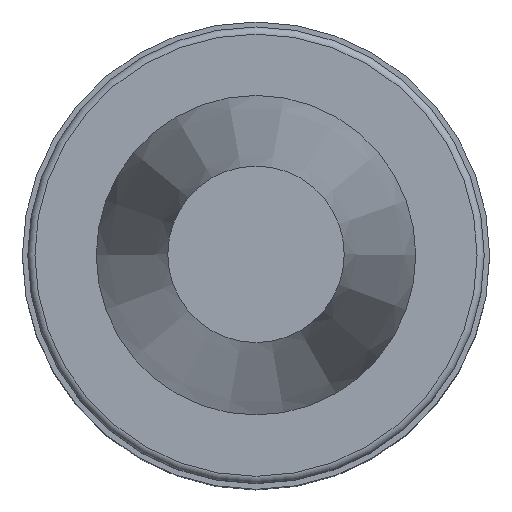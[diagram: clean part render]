
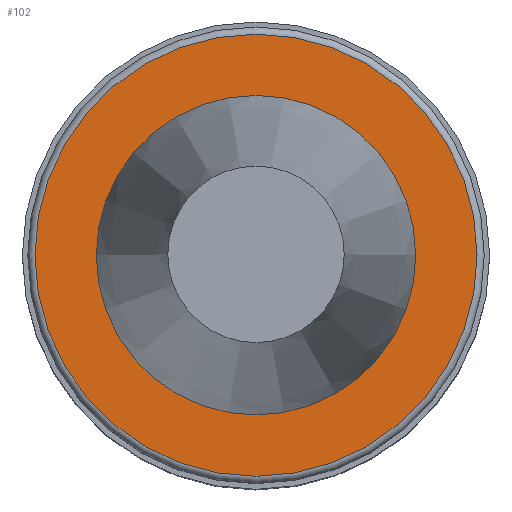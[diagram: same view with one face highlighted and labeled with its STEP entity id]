
A CAD part, top view. The second image highlights one B-rep face of the part: STEP entity #102.
In plain terms, the highlighted planar face has unit normal (0, 0, 1).
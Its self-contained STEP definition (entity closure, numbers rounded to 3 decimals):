
#78=FACE_BOUND('',#147,.T.);
#79=FACE_BOUND('',#148,.T.);
#102=ADVANCED_FACE('',(#78,#79),#112,.F.);
#112=PLANE('',#290);
#147=EDGE_LOOP('',(#187));
#148=EDGE_LOOP('',(#188));
#187=ORIENTED_EDGE('',*,*,#232,.F.);
#188=ORIENTED_EDGE('',*,*,#231,.T.);
#211=VERTEX_POINT('',#429);
#212=VERTEX_POINT('',#432);
#231=EDGE_CURVE('',#211,#211,#251,.T.);
#232=EDGE_CURVE('',#212,#212,#252,.T.);
#251=CIRCLE('',#287,30.75);
#252=CIRCLE('',#289,21.925);
#287=AXIS2_PLACEMENT_3D('',#428,#360,#361);
#289=AXIS2_PLACEMENT_3D('',#431,#364,#365);
#290=AXIS2_PLACEMENT_3D('',#433,#366,#367);
#360=DIRECTION('',(0.0,0.0,1.0));
#361=DIRECTION('',(1.0,0.0,0.0));
#364=DIRECTION('',(0.0,0.0,1.0));
#365=DIRECTION('',(1.0,0.0,0.0));
#366=DIRECTION('',(0.0,0.0,-1.0));
#367=DIRECTION('',(-1.0,0.0,0.0));
#428=CARTESIAN_POINT('',(0.0,0.0,-1.0));
#429=CARTESIAN_POINT('',(30.75,0.0,-1.0));
#431=CARTESIAN_POINT('',(0.0,0.0,-1.0));
#432=CARTESIAN_POINT('',(21.925,0.0,-1.0));
#433=CARTESIAN_POINT('',(0.0,-30.75,-1.0));
